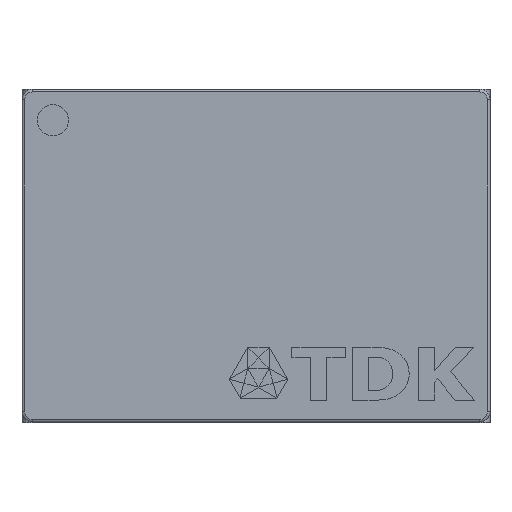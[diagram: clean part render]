
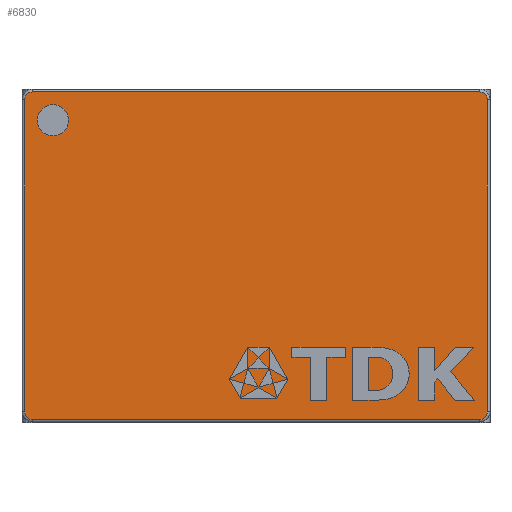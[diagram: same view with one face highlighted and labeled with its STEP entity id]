
A CAD part, top view. The second image highlights one B-rep face of the part: STEP entity #6830.
In plain terms, the highlighted planar face has unit normal (0, 0, 1).
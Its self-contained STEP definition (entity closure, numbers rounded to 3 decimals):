
#311=PLANE('',#7484);
#509=FACE_OUTER_BOUND('',#908,.T.);
#908=EDGE_LOOP('',(#4955,#4956,#4957,#4958,#4959,#4960,#4961,#4962));
#1372=LINE('',#11070,#1871);
#1374=LINE('',#11082,#1873);
#1376=LINE('',#11094,#1875);
#1378=LINE('',#11103,#1877);
#1871=VECTOR('',#8690,10.);
#1873=VECTOR('',#8704,10.);
#1875=VECTOR('',#8718,10.);
#1877=VECTOR('',#8730,10.);
#2261=CIRCLE('',#7456,0.075);
#2267=CIRCLE('',#7464,0.075);
#2271=CIRCLE('',#7470,0.075);
#2275=CIRCLE('',#7476,0.075);
#2887=VERTEX_POINT('',#11058);
#2888=VERTEX_POINT('',#11060);
#2890=VERTEX_POINT('',#11066);
#2892=VERTEX_POINT('',#11072);
#2894=VERTEX_POINT('',#11078);
#2896=VERTEX_POINT('',#11084);
#2898=VERTEX_POINT('',#11090);
#2900=VERTEX_POINT('',#11096);
#3654=EDGE_CURVE('',#2887,#2888,#2261,.T.);
#3659=EDGE_CURVE('',#2888,#2890,#1372,.T.);
#3662=EDGE_CURVE('',#2890,#2892,#2267,.T.);
#3665=EDGE_CURVE('',#2892,#2894,#1374,.T.);
#3668=EDGE_CURVE('',#2894,#2896,#2271,.T.);
#3671=EDGE_CURVE('',#2896,#2898,#1376,.T.);
#3674=EDGE_CURVE('',#2898,#2900,#2275,.T.);
#3676=EDGE_CURVE('',#2900,#2887,#1378,.T.);
#4955=ORIENTED_EDGE('',*,*,#3654,.F.);
#4956=ORIENTED_EDGE('',*,*,#3676,.F.);
#4957=ORIENTED_EDGE('',*,*,#3674,.F.);
#4958=ORIENTED_EDGE('',*,*,#3671,.F.);
#4959=ORIENTED_EDGE('',*,*,#3668,.F.);
#4960=ORIENTED_EDGE('',*,*,#3665,.F.);
#4961=ORIENTED_EDGE('',*,*,#3662,.F.);
#4962=ORIENTED_EDGE('',*,*,#3659,.F.);
#6830=ADVANCED_FACE('',(#509),#311,.T.);
#7456=AXIS2_PLACEMENT_3D('',#11061,#8679,#8680);
#7464=AXIS2_PLACEMENT_3D('',#11076,#8697,#8698);
#7470=AXIS2_PLACEMENT_3D('',#11088,#8711,#8712);
#7476=AXIS2_PLACEMENT_3D('',#11100,#8725,#8726);
#7484=AXIS2_PLACEMENT_3D('',#11122,#8750,#8751);
#8679=DIRECTION('center_axis',(0.,0.,-1.));
#8680=DIRECTION('ref_axis',(-0.707,-0.707,0.));
#8690=DIRECTION('',(0.,1.,0.));
#8697=DIRECTION('center_axis',(0.,0.,-1.));
#8698=DIRECTION('ref_axis',(-0.707,0.707,0.));
#8704=DIRECTION('',(1.,0.,0.));
#8711=DIRECTION('center_axis',(0.,0.,-1.));
#8712=DIRECTION('ref_axis',(0.707,0.707,0.));
#8718=DIRECTION('',(0.,-1.,0.));
#8725=DIRECTION('center_axis',(0.,0.,-1.));
#8726=DIRECTION('ref_axis',(0.707,-0.707,0.));
#8730=DIRECTION('',(-1.,0.,0.));
#8750=DIRECTION('center_axis',(0.,0.,1.));
#8751=DIRECTION('ref_axis',(1.,0.,0.));
#11058=CARTESIAN_POINT('',(-2.15,-1.575,3.));
#11060=CARTESIAN_POINT('',(-2.225,-1.5,3.));
#11061=CARTESIAN_POINT('Origin',(-2.15,-1.5,3.));
#11066=CARTESIAN_POINT('',(-2.225,1.5,3.));
#11070=CARTESIAN_POINT('',(-2.225,0.,3.));
#11072=CARTESIAN_POINT('',(-2.15,1.575,3.));
#11076=CARTESIAN_POINT('Origin',(-2.15,1.5,3.));
#11078=CARTESIAN_POINT('',(2.15,1.575,3.));
#11082=CARTESIAN_POINT('',(-1.125,1.575,3.));
#11084=CARTESIAN_POINT('',(2.225,1.5,3.));
#11088=CARTESIAN_POINT('Origin',(2.15,1.5,3.));
#11090=CARTESIAN_POINT('',(2.225,-1.5,3.));
#11094=CARTESIAN_POINT('',(2.225,0.,3.));
#11096=CARTESIAN_POINT('',(2.15,-1.575,3.));
#11100=CARTESIAN_POINT('Origin',(2.15,-1.5,3.));
#11103=CARTESIAN_POINT('',(-1.125,-1.575,3.));
#11122=CARTESIAN_POINT('Origin',(-2.25,0.,3.));
